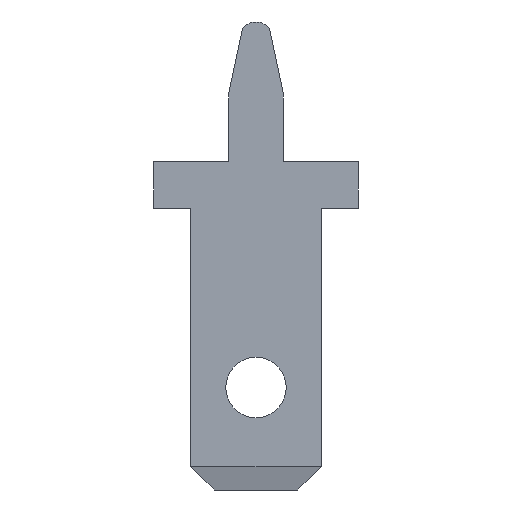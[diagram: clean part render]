
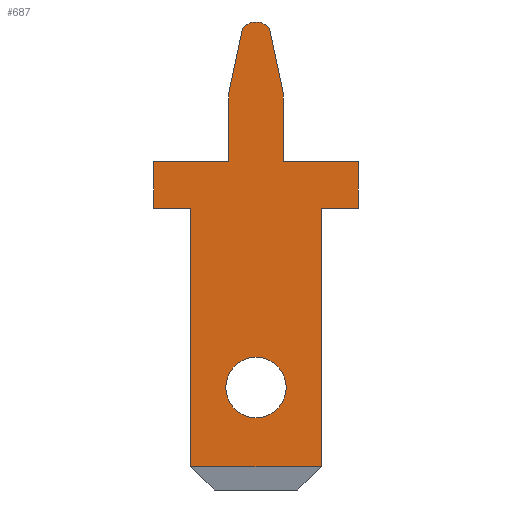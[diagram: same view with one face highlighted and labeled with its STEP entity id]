
A CAD part, front view. The second image highlights one B-rep face of the part: STEP entity #687.
In plain terms, the highlighted planar face has unit normal (0, -1, 0).
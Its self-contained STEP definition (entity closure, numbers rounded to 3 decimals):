
#197=DIRECTION('',(1.,0.,0.));
#198=VECTOR('',#197,2.8);
#199=CARTESIAN_POINT('',(-1.4,-0.8,-6.55));
#200=LINE('',#199,#198);
#225=DIRECTION('',(-1.,0.,0.));
#226=VECTOR('',#225,1.613);
#227=CARTESIAN_POINT('',(2.2,-0.8,0.));
#228=LINE('',#227,#226);
#232=DIRECTION('',(0.,0.,1.));
#233=VECTOR('',#232,1.);
#234=CARTESIAN_POINT('',(2.2,-0.8,-1.));
#235=LINE('',#234,#233);
#239=DIRECTION('',(1.,0.,0.));
#240=VECTOR('',#239,0.8);
#241=CARTESIAN_POINT('',(1.4,-0.8,-1.));
#242=LINE('',#241,#240);
#246=DIRECTION('',(0.,0.,1.));
#247=VECTOR('',#246,5.55);
#248=CARTESIAN_POINT('',(1.4,-0.8,-6.55));
#249=LINE('',#248,#247);
#253=DIRECTION('',(0.,0.,-1.));
#254=VECTOR('',#253,5.55);
#255=CARTESIAN_POINT('',(-1.4,-0.8,-1.));
#256=LINE('',#255,#254);
#260=DIRECTION('',(1.,0.,0.));
#261=VECTOR('',#260,0.8);
#262=CARTESIAN_POINT('',(-2.2,-0.8,-1.));
#263=LINE('',#262,#261);
#267=DIRECTION('',(0.,0.,-1.));
#268=VECTOR('',#267,1.);
#269=CARTESIAN_POINT('',(-2.2,-0.8,0.));
#270=LINE('',#269,#268);
#274=DIRECTION('',(-1.,0.,0.));
#275=VECTOR('',#274,1.613);
#276=CARTESIAN_POINT('',(-0.588,-0.8,0.));
#277=LINE('',#276,#275);
#281=DIRECTION('',(0.,0.,-1.));
#282=VECTOR('',#281,1.453);
#283=CARTESIAN_POINT('',(-0.588,-0.8,1.453));
#284=LINE('',#283,#282);
#288=DIRECTION('',(-0.208,0.,-0.978));
#289=VECTOR('',#288,1.431);
#290=CARTESIAN_POINT('',(-0.29,-0.8,2.853));
#291=LINE('',#290,#289);
#295=CARTESIAN_POINT('',(0.,-0.8,2.64));
#296=DIRECTION('',(0.,-1.,0.));
#297=DIRECTION('',(0.805,0.,0.593));
#298=AXIS2_PLACEMENT_3D('',#295,#296,#297);
#303=DIRECTION('',(-0.208,0.,0.978));
#304=VECTOR('',#303,1.431);
#305=CARTESIAN_POINT('',(0.588,-0.8,1.453));
#306=LINE('',#305,#304);
#310=DIRECTION('',(0.,0.,1.));
#311=VECTOR('',#310,1.453);
#312=CARTESIAN_POINT('',(0.588,-0.8,0.));
#313=LINE('',#312,#311);
#317=CARTESIAN_POINT('',(0.,-0.8,-4.85));
#318=DIRECTION('',(0.,-1.,0.));
#319=DIRECTION('',(1.,0.,0.));
#320=AXIS2_PLACEMENT_3D('',#317,#318,#319);
#325=CARTESIAN_POINT('',(0.,-0.8,-4.85));
#326=DIRECTION('',(0.,-1.,0.));
#327=DIRECTION('',(-1.,0.,0.));
#328=AXIS2_PLACEMENT_3D('',#325,#326,#327);
#426=CARTESIAN_POINT('',(2.2,-0.8,0.));
#427=CARTESIAN_POINT('',(0.588,-0.8,0.));
#428=VERTEX_POINT('',#426);
#429=VERTEX_POINT('',#427);
#430=CARTESIAN_POINT('',(-0.588,-0.8,0.));
#431=CARTESIAN_POINT('',(-2.2,-0.8,0.));
#432=VERTEX_POINT('',#430);
#433=VERTEX_POINT('',#431);
#434=CARTESIAN_POINT('',(-2.2,-0.8,-1.));
#435=VERTEX_POINT('',#434);
#436=CARTESIAN_POINT('',(-1.4,-0.8,-1.));
#437=VERTEX_POINT('',#436);
#438=CARTESIAN_POINT('',(1.4,-0.8,-1.));
#439=CARTESIAN_POINT('',(2.2,-0.8,-1.));
#440=VERTEX_POINT('',#438);
#441=VERTEX_POINT('',#439);
#446=CARTESIAN_POINT('',(0.65,-0.8,-4.85));
#447=CARTESIAN_POINT('',(-0.65,-0.8,-4.85));
#448=VERTEX_POINT('',#446);
#449=VERTEX_POINT('',#447);
#451=CARTESIAN_POINT('',(1.4,-0.8,-6.55));
#453=VERTEX_POINT('',#451);
#455=CARTESIAN_POINT('',(-1.4,-0.8,-6.55));
#457=VERTEX_POINT('',#455);
#474=CARTESIAN_POINT('',(0.588,-0.8,1.453));
#475=VERTEX_POINT('',#474);
#476=CARTESIAN_POINT('',(0.29,-0.8,2.853));
#477=VERTEX_POINT('',#476);
#478=CARTESIAN_POINT('',(-0.29,-0.8,2.853));
#479=VERTEX_POINT('',#478);
#480=CARTESIAN_POINT('',(-0.588,-0.8,1.453));
#481=VERTEX_POINT('',#480);
#651=CARTESIAN_POINT('',(0.,-0.8,0.));
#652=DIRECTION('',(0.,-1.,0.));
#653=DIRECTION('',(-1.,0.,0.));
#654=AXIS2_PLACEMENT_3D('',#651,#652,#653);
#655=PLANE('',#654);
#656=ORIENTED_EDGE('',*,*,#532,.F.);
#657=ORIENTED_EDGE('',*,*,#547,.F.);
#658=ORIENTED_EDGE('',*,*,#561,.F.);
#659=ORIENTED_EDGE('',*,*,#575,.F.);
#660=ORIENTED_EDGE('',*,*,#643,.F.);
#662=ORIENTED_EDGE('',*,*,#661,.F.);
#664=ORIENTED_EDGE('',*,*,#663,.F.);
#666=ORIENTED_EDGE('',*,*,#665,.F.);
#668=ORIENTED_EDGE('',*,*,#667,.F.);
#670=ORIENTED_EDGE('',*,*,#669,.F.);
#672=ORIENTED_EDGE('',*,*,#671,.F.);
#674=ORIENTED_EDGE('',*,*,#673,.F.);
#676=ORIENTED_EDGE('',*,*,#675,.F.);
#678=ORIENTED_EDGE('',*,*,#677,.F.);
#679=EDGE_LOOP('',(#656,#657,#658,#659,#660,#662,#664,#666,#668,#670,#672,#674,
#676,#678));
#680=FACE_OUTER_BOUND('',#679,.F.);
#682=ORIENTED_EDGE('',*,*,#681,.T.);
#684=ORIENTED_EDGE('',*,*,#683,.T.);
#685=EDGE_LOOP('',(#682,#684));
#686=FACE_BOUND('',#685,.F.);
#299=CIRCLE('',#298,0.36);
#321=CIRCLE('',#320,0.65);
#329=CIRCLE('',#328,0.65);
#532=EDGE_CURVE('',#428,#429,#228,.T.);
#547=EDGE_CURVE('',#441,#428,#235,.T.);
#561=EDGE_CURVE('',#440,#441,#242,.T.);
#575=EDGE_CURVE('',#453,#440,#249,.T.);
#643=EDGE_CURVE('',#457,#453,#200,.T.);
#661=EDGE_CURVE('',#437,#457,#256,.T.);
#663=EDGE_CURVE('',#435,#437,#263,.T.);
#665=EDGE_CURVE('',#433,#435,#270,.T.);
#667=EDGE_CURVE('',#432,#433,#277,.T.);
#669=EDGE_CURVE('',#481,#432,#284,.T.);
#671=EDGE_CURVE('',#479,#481,#291,.T.);
#673=EDGE_CURVE('',#477,#479,#299,.T.);
#675=EDGE_CURVE('',#475,#477,#306,.T.);
#677=EDGE_CURVE('',#429,#475,#313,.T.);
#681=EDGE_CURVE('',#448,#449,#321,.T.);
#683=EDGE_CURVE('',#449,#448,#329,.T.);
#687=ADVANCED_FACE('',(#680,#686),#655,.T.);
